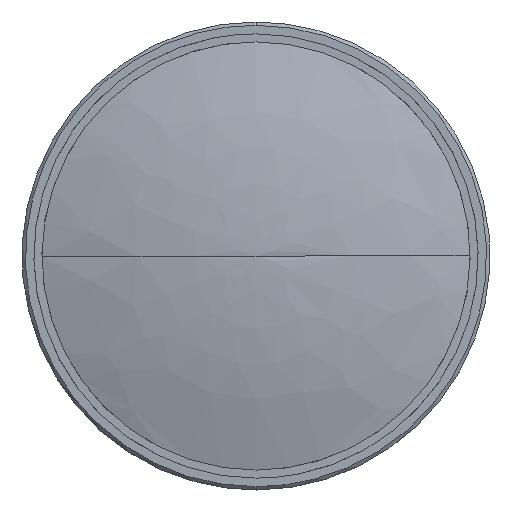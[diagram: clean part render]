
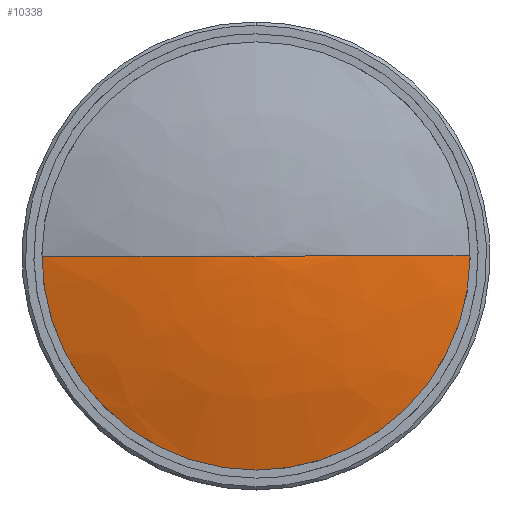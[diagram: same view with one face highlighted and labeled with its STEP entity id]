
A CAD part, left-side view. The second image highlights one B-rep face of the part: STEP entity #10338.
In plain terms, the highlighted free-form (B-spline) face has degree [3, 3] with [4, 4] control points.
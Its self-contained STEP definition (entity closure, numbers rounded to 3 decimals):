
#101 = VERTEX_POINT ( 'NONE', #3995 ) ;
#413 = ORIENTED_EDGE ( 'NONE', *, *, #6428, .F. ) ;
#795 = B_SPLINE_CURVE_WITH_KNOTS ( 'NONE', 3,
 ( #2772, #1969, #8984, #10898, #1767, #11031, #12035, #6770, #4834, #12976, #3844, #834, #10837, #7913, #2904, #7034, #6967, #1903 ),
 .UNSPECIFIED., .F., .F.,
 ( 4, 2, 2, 2, 2, 2, 2, 2, 4 ),
 ( 0., 0.125, 0.25, 0.375, 0.5, 0.625, 0.75, 0.875, 1. ),
 .UNSPECIFIED. ) ;
#834 = CARTESIAN_POINT ( 'NONE',  ( 20.836, 111.169, -64.197 ) ) ;
#1149 = CARTESIAN_POINT ( 'NONE',  ( 8.653, -86.416, -172.833 ) ) ;
#1215 = CARTESIAN_POINT ( 'NONE',  ( 20.836, -115.141, -56.768 ) ) ;
#1283 = CARTESIAN_POINT ( 'NONE',  ( 20.836, -33.214, -124.003 ) ) ;
#1316 = EDGE_CURVE ( 'NONE', #5497, #5824, #795, .T. ) ;
#1391 = CARTESIAN_POINT ( 'NONE',  ( 2.5, 0., 0. ) ) ;
#1405 = CARTESIAN_POINT ( 'NONE',  ( 20.836, -64.197, -111.169 ) ) ;
#1767 = CARTESIAN_POINT ( 'NONE',  ( 20.836, 41.276, -121.557 ) ) ;
#1830 = CARTESIAN_POINT ( 'NONE',  ( 20.836, 0., -128.1 ) ) ;
#1880 = CARTESIAN_POINT ( 'NONE',  ( 2.5, 0., 0. ) ) ;
#1903 = CARTESIAN_POINT ( 'NONE',  ( 20.836, 128.1, 0. ) ) ;
#1969 = CARTESIAN_POINT ( 'NONE',  ( 20.836, 8.384, -128.1 ) ) ;
#2208 = CARTESIAN_POINT ( 'NONE',  ( 20.836, -124.003, -33.214 ) ) ;
#2304 =( BOUNDED_CURVE ( )  B_SPLINE_CURVE ( 3, ( #3403, #11514, #10524, #1391 ),
 .UNSPECIFIED., .F., .F. ) 
 B_SPLINE_CURVE_WITH_KNOTS ( ( 4, 4 ),
 ( 0., 1. ),
 .UNSPECIFIED. ) 
 CURVE ( )  GEOMETRIC_REPRESENTATION_ITEM ( )  RATIONAL_B_SPLINE_CURVE ( ( 1., 0.993, 0.993, 1. ) ) 
 REPRESENTATION_ITEM ( '' )  );
#2360 = EDGE_LOOP ( 'NONE', ( #7685, #3214, #413, #5548 ) ) ;
#2772 = CARTESIAN_POINT ( 'NONE',  ( 20.836, 0., -128.1 ) ) ;
#2817 = CARTESIAN_POINT ( 'NONE',  ( 2.5, 43.427, 0. ) ) ;
#2904 = CARTESIAN_POINT ( 'NONE',  ( 20.836, 124.003, -33.214 ) ) ;
#3214 = ORIENTED_EDGE ( 'NONE', *, *, #1316, .F. ) ;
#3224 = B_SPLINE_CURVE_WITH_KNOTS ( 'NONE', 3,
 ( #7475, #11334, #10345, #2208, #12481, #1215, #4282, #5278, #12415, #5344, #11396, #1405, #4216, #5208, #1283, #6344, #4347, #9291 ),
 .UNSPECIFIED., .F., .F.,
 ( 4, 2, 2, 2, 2, 2, 2, 2, 4 ),
 ( 0., 0.125, 0.25, 0.375, 0.5, 0.625, 0.75, 0.875, 1. ),
 .UNSPECIFIED. ) ;
#3403 = CARTESIAN_POINT ( 'NONE',  ( 20.836, 128.1, 0. ) ) ;
#3746 =( BOUNDED_CURVE ( )  B_SPLINE_CURVE ( 3, ( #5695, #4824, #8907, #9775 ),
 .UNSPECIFIED., .F., .F. ) 
 B_SPLINE_CURVE_WITH_KNOTS ( ( 4, 4 ),
 ( 0., 1. ),
 .UNSPECIFIED. ) 
 CURVE ( )  GEOMETRIC_REPRESENTATION_ITEM ( )  RATIONAL_B_SPLINE_CURVE ( ( 1., 0.993, 0.993, 1. ) ) 
 REPRESENTATION_ITEM ( '' )  );
#3820 = CARTESIAN_POINT ( 'NONE',  ( 2.5, 43.427, -86.855 ) ) ;
#3844 = CARTESIAN_POINT ( 'NONE',  ( 20.836, 101.853, -78.14 ) ) ;
#3995 = CARTESIAN_POINT ( 'NONE',  ( 20.836, -128.1, 0. ) ) ;
#4019 = CARTESIAN_POINT ( 'NONE',  ( 8.653, 86.416, 0. ) ) ;
#4083 = CARTESIAN_POINT ( 'NONE',  ( 20.836, 128.1, 0. ) ) ;
#4147 = CARTESIAN_POINT ( 'NONE',  ( 20.836, 128.1, -256.2 ) ) ;
#4216 = CARTESIAN_POINT ( 'NONE',  ( 20.836, -56.768, -115.141 ) ) ;
#4282 = CARTESIAN_POINT ( 'NONE',  ( 20.836, -111.169, -64.197 ) ) ;
#4347 = CARTESIAN_POINT ( 'NONE',  ( 20.836, -8.384, -128.1 ) ) ;
#4824 = CARTESIAN_POINT ( 'NONE',  ( 2.5, -43.427, 0. ) ) ;
#4834 = CARTESIAN_POINT ( 'NONE',  ( 20.836, 84.652, -96.509 ) ) ;
#4942 = CARTESIAN_POINT ( 'NONE',  ( 2.5, -43.427, 0. ) ) ;
#5208 = CARTESIAN_POINT ( 'NONE',  ( 20.836, -41.276, -121.557 ) ) ;
#5278 = CARTESIAN_POINT ( 'NONE',  ( 20.836, -101.853, -78.14 ) ) ;
#5344 = CARTESIAN_POINT ( 'NONE',  ( 20.836, -84.652, -96.509 ) ) ;
#5497 = VERTEX_POINT ( 'NONE', #1830 ) ;
#5548 = ORIENTED_EDGE ( 'NONE', *, *, #9392, .F. ) ;
#5695 = CARTESIAN_POINT ( 'NONE',  ( 2.5, 0., 0. ) ) ;
#5812 = CARTESIAN_POINT ( 'NONE',  ( 2.5, 0., 0. ) ) ;
#5824 = VERTEX_POINT ( 'NONE', #12262 ) ;
#6344 = CARTESIAN_POINT ( 'NONE',  ( 20.836, -16.768, -127.274 ) ) ;
#6428 = EDGE_CURVE ( 'NONE', #101, #5497, #3224, .T. ) ;
#6715 = EDGE_CURVE ( 'NONE', #5824, #12174, #2304, .T. ) ;
#6770 = CARTESIAN_POINT ( 'NONE',  ( 20.836, 78.14, -101.853 ) ) ;
#6881 = CARTESIAN_POINT ( 'NONE',  ( 8.653, -86.416, 0. ) ) ;
#6943 = CARTESIAN_POINT ( 'NONE',  ( 2.5, 0., 0. ) ) ;
#6967 = CARTESIAN_POINT ( 'NONE',  ( 20.836, 128.1, -8.384 ) ) ;
#7034 = CARTESIAN_POINT ( 'NONE',  ( 20.836, 127.274, -16.768 ) ) ;
#7475 = CARTESIAN_POINT ( 'NONE',  ( 20.836, -128.1, 0. ) ) ;
#7685 = ORIENTED_EDGE ( 'NONE', *, *, #6715, .F. ) ;
#7913 = CARTESIAN_POINT ( 'NONE',  ( 20.836, 121.557, -41.276 ) ) ;
#8778 =( BOUNDED_SURFACE ( )  B_SPLINE_SURFACE ( 3, 3, ( 
 ( #5812, #6943, #9888, #1880 ),
 ( #4942, #9026, #3820, #2817 ),
 ( #6881, #1149, #10148, #4019 ),
 ( #10082, #10282, #4147, #4083 ) ),
 .UNSPECIFIED., .F., .F., .F. ) 
 B_SPLINE_SURFACE_WITH_KNOTS ( ( 4, 4 ),
 ( 4, 4 ),
 ( 0., 1. ),
 ( 0., 1. ),
 .UNSPECIFIED. ) 
 GEOMETRIC_REPRESENTATION_ITEM ( )  RATIONAL_B_SPLINE_SURFACE ( (
 ( 1., 0.333, 0.333, 1.),
 ( 0.993, 0.331, 0.331, 0.993),
 ( 0.993, 0.331, 0.331, 0.993),
 ( 1., 0.333, 0.333, 1.) ) ) 
 REPRESENTATION_ITEM ( '' )  SURFACE ( )  );
#8907 = CARTESIAN_POINT ( 'NONE',  ( 8.653, -86.416, 0. ) ) ;
#8984 = CARTESIAN_POINT ( 'NONE',  ( 20.836, 16.768, -127.274 ) ) ;
#9026 = CARTESIAN_POINT ( 'NONE',  ( 2.5, -43.427, -86.855 ) ) ;
#9291 = CARTESIAN_POINT ( 'NONE',  ( 20.836, 0., -128.1 ) ) ;
#9392 = EDGE_CURVE ( 'NONE', #12174, #101, #3746, .T. ) ;
#9775 = CARTESIAN_POINT ( 'NONE',  ( 20.836, -128.1, 0. ) ) ;
#9888 = CARTESIAN_POINT ( 'NONE',  ( 2.5, 0., 0. ) ) ;
#10082 = CARTESIAN_POINT ( 'NONE',  ( 20.836, -128.1, 0. ) ) ;
#10148 = CARTESIAN_POINT ( 'NONE',  ( 8.653, 86.416, -172.833 ) ) ;
#10282 = CARTESIAN_POINT ( 'NONE',  ( 20.836, -128.1, -256.2 ) ) ;
#10338 = ADVANCED_FACE ( 'NONE', ( #12883 ), #8778, .F. ) ;
#10345 = CARTESIAN_POINT ( 'NONE',  ( 20.836, -127.274, -16.768 ) ) ;
#10524 = CARTESIAN_POINT ( 'NONE',  ( 2.5, 43.427, 0. ) ) ;
#10837 = CARTESIAN_POINT ( 'NONE',  ( 20.836, 115.141, -56.768 ) ) ;
#10898 = CARTESIAN_POINT ( 'NONE',  ( 20.836, 33.214, -124.003 ) ) ;
#11031 = CARTESIAN_POINT ( 'NONE',  ( 20.836, 56.768, -115.141 ) ) ;
#11218 = CARTESIAN_POINT ( 'NONE',  ( 2.5, 0., 0. ) ) ;
#11334 = CARTESIAN_POINT ( 'NONE',  ( 20.836, -128.1, -8.384 ) ) ;
#11396 = CARTESIAN_POINT ( 'NONE',  ( 20.836, -78.14, -101.853 ) ) ;
#11514 = CARTESIAN_POINT ( 'NONE',  ( 8.653, 86.416, 0. ) ) ;
#12035 = CARTESIAN_POINT ( 'NONE',  ( 20.836, 64.197, -111.169 ) ) ;
#12174 = VERTEX_POINT ( 'NONE', #11218 ) ;
#12262 = CARTESIAN_POINT ( 'NONE',  ( 20.836, 128.1, 0. ) ) ;
#12415 = CARTESIAN_POINT ( 'NONE',  ( 20.836, -96.509, -84.652 ) ) ;
#12481 = CARTESIAN_POINT ( 'NONE',  ( 20.836, -121.557, -41.276 ) ) ;
#12883 = FACE_OUTER_BOUND ( 'NONE', #2360, .T. ) ;
#12976 = CARTESIAN_POINT ( 'NONE',  ( 20.836, 96.509, -84.652 ) ) ;
